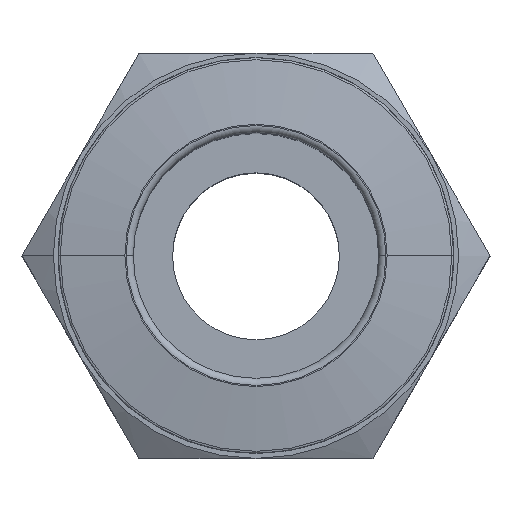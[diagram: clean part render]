
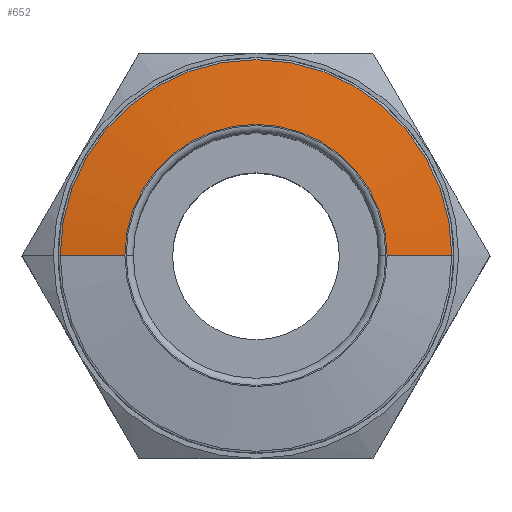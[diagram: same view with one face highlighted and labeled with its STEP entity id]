
A CAD part, top view. The second image highlights one B-rep face of the part: STEP entity #652.
In plain terms, the highlighted conical face has half-angle 81.87 degrees and reference radius 8.214 mm.
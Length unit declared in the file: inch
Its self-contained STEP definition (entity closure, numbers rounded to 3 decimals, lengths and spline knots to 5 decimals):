
#44 = VECTOR ( 'NONE', #384, 39.37008 ) ;
#102 = EDGE_CURVE ( 'NONE', #863, #2217, #1950, .T. ) ;
#210 = CONICAL_SURFACE ( 'NONE', #803, 0.32339, 1.429 ) ;
#264 = CARTESIAN_POINT ( 'NONE',  ( 0.32339, 0., 0.70718 ) ) ;
#307 = AXIS2_PLACEMENT_3D ( 'NONE', #2453, #1377, #1782 ) ;
#355 = CARTESIAN_POINT ( 'NONE',  ( -0.32339, 0., 0.70718 ) ) ;
#384 = DIRECTION ( 'NONE',  ( -0.99, 0., -0.141 ) ) ;
#652 = ADVANCED_FACE ( 'NONE', ( #2342 ), #210, .T. ) ;
#667 = AXIS2_PLACEMENT_3D ( 'NONE', #1610, #1786, #1855 ) ;
#713 = ORIENTED_EDGE ( 'NONE', *, *, #928, .F. ) ;
#803 = AXIS2_PLACEMENT_3D ( 'NONE', #2181, #2049, #1969 ) ;
#863 = VERTEX_POINT ( 'NONE', #867 ) ;
#867 = CARTESIAN_POINT ( 'NONE',  ( 0.32339, 0., 0.70718 ) ) ;
#928 = EDGE_CURVE ( 'NONE', #2440, #2217, #2315, .T. ) ;
#971 = ORIENTED_EDGE ( 'NONE', *, *, #102, .T. ) ;
#1127 = EDGE_CURVE ( 'NONE', #1430, #2440, #1718, .T. ) ;
#1172 = CARTESIAN_POINT ( 'NONE',  ( -0.32339, 0., 0.70718 ) ) ;
#1377 = DIRECTION ( 'NONE',  ( 0., 0., 1. ) ) ;
#1430 = VERTEX_POINT ( 'NONE', #2387 ) ;
#1495 = ORIENTED_EDGE ( 'NONE', *, *, #1127, .F. ) ;
#1523 = VECTOR ( 'NONE', #2365, 39.37008 ) ;
#1562 = LINE ( 'NONE', #264, #1523 ) ;
#1610 = CARTESIAN_POINT ( 'NONE',  ( 0., 0., 0.72244 ) ) ;
#1652 = CARTESIAN_POINT ( 'NONE',  ( -0.21654, 0., 0.72244 ) ) ;
#1718 = CIRCLE ( 'NONE', #667, 0.21654 ) ;
#1782 = DIRECTION ( 'NONE',  ( 1., 0., 0. ) ) ;
#1786 = DIRECTION ( 'NONE',  ( 0., 0., 1. ) ) ;
#1847 = ORIENTED_EDGE ( 'NONE', *, *, #1963, .T. ) ;
#1855 = DIRECTION ( 'NONE',  ( -1., 0., 0. ) ) ;
#1950 = CIRCLE ( 'NONE', #307, 0.32339 ) ;
#1963 = EDGE_CURVE ( 'NONE', #1430, #863, #1562, .T. ) ;
#1969 = DIRECTION ( 'NONE',  ( -1., 0., 0. ) ) ;
#2049 = DIRECTION ( 'NONE',  ( 0., 0., -1. ) ) ;
#2181 = CARTESIAN_POINT ( 'NONE',  ( 0., 0., 0.70718 ) ) ;
#2217 = VERTEX_POINT ( 'NONE', #1172 ) ;
#2315 = LINE ( 'NONE', #355, #44 ) ;
#2342 = FACE_OUTER_BOUND ( 'NONE', #2686, .T. ) ;
#2365 = DIRECTION ( 'NONE',  ( 0.99, 0., -0.141 ) ) ;
#2387 = CARTESIAN_POINT ( 'NONE',  ( 0.21654, 0., 0.72244 ) ) ;
#2440 = VERTEX_POINT ( 'NONE', #1652 ) ;
#2453 = CARTESIAN_POINT ( 'NONE',  ( 0., 0., 0.70718 ) ) ;
#2686 = EDGE_LOOP ( 'NONE', ( #1495, #1847, #971, #713 ) ) ;
